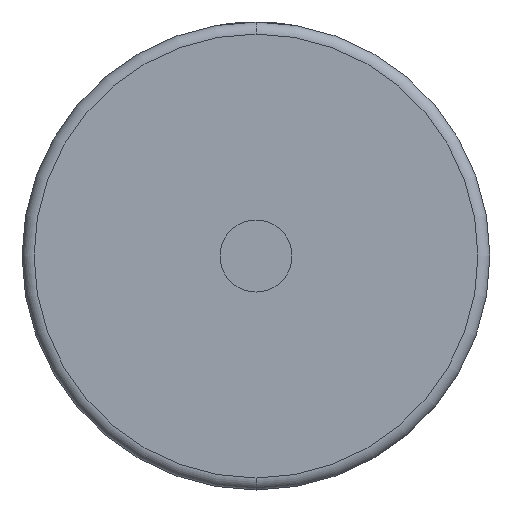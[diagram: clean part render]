
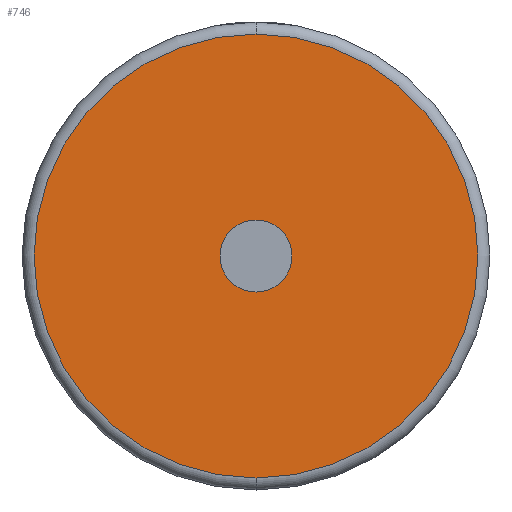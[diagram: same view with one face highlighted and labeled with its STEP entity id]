
A CAD part, front view. The second image highlights one B-rep face of the part: STEP entity #746.
In plain terms, the highlighted planar face has unit normal (0, -1, 0).
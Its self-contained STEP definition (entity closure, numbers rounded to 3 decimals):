
#23 = EDGE_LOOP ( 'NONE', ( #340, #2367 ) ) ;
#63 = CARTESIAN_POINT ( 'NONE',  ( 0., 0., 0. ) ) ;
#106 = CARTESIAN_POINT ( 'NONE',  ( 0., 0., 0. ) ) ;
#177 = AXIS2_PLACEMENT_3D ( 'NONE', #2986, #1784, #1220 ) ;
#229 = ORIENTED_EDGE ( 'NONE', *, *, #776, .F. ) ;
#340 = ORIENTED_EDGE ( 'NONE', *, *, #2426, .T. ) ;
#659 = DIRECTION ( 'NONE',  ( 0., 0., 1. ) ) ;
#710 = CARTESIAN_POINT ( 'NONE',  ( 0., 0., -6. ) ) ;
#746 = ADVANCED_FACE ( 'NONE', ( #2731, #1866 ), #3239, .F. ) ;
#776 = EDGE_CURVE ( 'NONE', #1369, #3418, #3486, .T. ) ;
#826 = CARTESIAN_POINT ( 'NONE',  ( 0., 0., 0. ) ) ;
#943 = DIRECTION ( 'NONE',  ( 0., 0., 1. ) ) ;
#949 = CARTESIAN_POINT ( 'NONE',  ( 0., 0., 0. ) ) ;
#1220 = DIRECTION ( 'NONE',  ( 0., 0., 1. ) ) ;
#1278 = AXIS2_PLACEMENT_3D ( 'NONE', #949, #1814, #1511 ) ;
#1369 = VERTEX_POINT ( 'NONE', #2379 ) ;
#1376 = DIRECTION ( 'NONE',  ( 0., 0., 1. ) ) ;
#1389 = AXIS2_PLACEMENT_3D ( 'NONE', #63, #3003, #659 ) ;
#1402 = CIRCLE ( 'NONE', #3611, 6. ) ;
#1511 = DIRECTION ( 'NONE',  ( 0., 0., 1. ) ) ;
#1784 = DIRECTION ( 'NONE',  ( 0., -1., 0. ) ) ;
#1814 = DIRECTION ( 'NONE',  ( 0., 1., 0. ) ) ;
#1866 = FACE_BOUND ( 'NONE', #2561, .T. ) ;
#1935 = AXIS2_PLACEMENT_3D ( 'NONE', #826, #3118, #1376 ) ;
#1971 = CARTESIAN_POINT ( 'NONE',  ( 0., 0., 37. ) ) ;
#2047 = CIRCLE ( 'NONE', #1935, 37. ) ;
#2356 = VERTEX_POINT ( 'NONE', #3216 ) ;
#2367 = ORIENTED_EDGE ( 'NONE', *, *, #2725, .T. ) ;
#2379 = CARTESIAN_POINT ( 'NONE',  ( 0., 0., 6. ) ) ;
#2426 = EDGE_CURVE ( 'NONE', #3727, #2356, #3224, .T. ) ;
#2561 = EDGE_LOOP ( 'NONE', ( #229, #2642 ) ) ;
#2642 = ORIENTED_EDGE ( 'NONE', *, *, #3098, .F. ) ;
#2691 = DIRECTION ( 'NONE',  ( 0., -1., 0. ) ) ;
#2725 = EDGE_CURVE ( 'NONE', #2356, #3727, #2047, .T. ) ;
#2731 = FACE_OUTER_BOUND ( 'NONE', #23, .T. ) ;
#2986 = CARTESIAN_POINT ( 'NONE',  ( 0., 0., 0. ) ) ;
#3003 = DIRECTION ( 'NONE',  ( 0., -1., 0. ) ) ;
#3098 = EDGE_CURVE ( 'NONE', #3418, #1369, #1402, .T. ) ;
#3118 = DIRECTION ( 'NONE',  ( 0., -1., 0. ) ) ;
#3216 = CARTESIAN_POINT ( 'NONE',  ( 0., 0., -37. ) ) ;
#3224 = CIRCLE ( 'NONE', #1389, 37. ) ;
#3239 = PLANE ( 'NONE',  #1278 ) ;
#3418 = VERTEX_POINT ( 'NONE', #710 ) ;
#3486 = CIRCLE ( 'NONE', #177, 6. ) ;
#3611 = AXIS2_PLACEMENT_3D ( 'NONE', #106, #2691, #943 ) ;
#3727 = VERTEX_POINT ( 'NONE', #1971 ) ;
